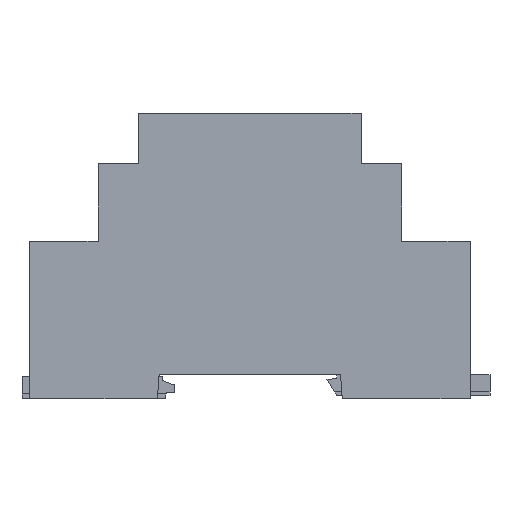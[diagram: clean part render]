
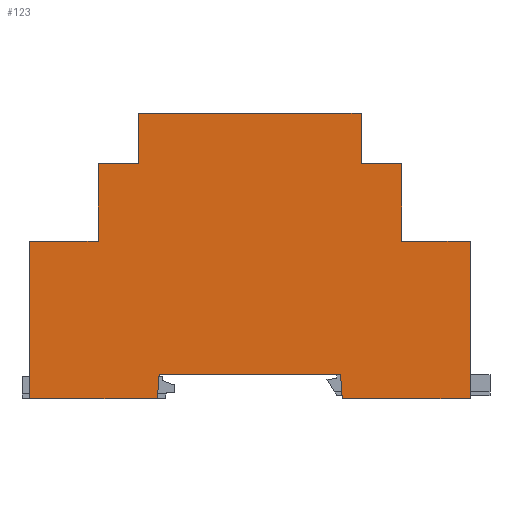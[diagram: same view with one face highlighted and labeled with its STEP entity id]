
A CAD part, left-side view. The second image highlights one B-rep face of the part: STEP entity #123.
In plain terms, the highlighted planar face has unit normal (-1, 0, 0).
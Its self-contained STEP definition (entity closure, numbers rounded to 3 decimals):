
#123=ADVANCED_FACE('',(#6016),#6018,.T.);
#6016=FACE_BOUND('',#6017,.T.);
#6017=EDGE_LOOP('',(#11126,#11127,#11128,#11129,#11130,#11131,#11132,#11133,#11134,
#11135,#11136,#11137,#11138,#11139,#11140,#11141));
#6018=PLANE('',#6019);
#6019=AXIS2_PLACEMENT_3D('',#6020,#6021,#6022);
#6020=CARTESIAN_POINT('',(-35.5,0.,0.));
#6021=DIRECTION('',(-1.,0.,0.));
#6022=DIRECTION('',(0.,0.,-1.));
#11126=ORIENTED_EDGE('',*,*,#15085,.T.);
#11127=ORIENTED_EDGE('',*,*,#15099,.T.);
#11128=ORIENTED_EDGE('',*,*,#15100,.T.);
#11129=ORIENTED_EDGE('',*,*,#15101,.T.);
#11130=ORIENTED_EDGE('',*,*,#15102,.T.);
#11131=ORIENTED_EDGE('',*,*,#15103,.T.);
#11132=ORIENTED_EDGE('',*,*,#15104,.T.);
#11133=ORIENTED_EDGE('',*,*,#15105,.T.);
#11134=ORIENTED_EDGE('',*,*,#15106,.T.);
#11135=ORIENTED_EDGE('',*,*,#15107,.T.);
#11136=ORIENTED_EDGE('',*,*,#15108,.T.);
#11137=ORIENTED_EDGE('',*,*,#15109,.T.);
#11138=ORIENTED_EDGE('',*,*,#15110,.T.);
#11139=ORIENTED_EDGE('',*,*,#15111,.T.);
#11140=ORIENTED_EDGE('',*,*,#15067,.T.);
#11141=ORIENTED_EDGE('',*,*,#15057,.T.);
#15057=EDGE_CURVE('',#17139,#17143,#17145,.T.);
#15067=EDGE_CURVE('',#17164,#17139,#17165,.T.);
#15085=EDGE_CURVE('',#17143,#17197,#17199,.T.);
#15099=EDGE_CURVE('',#17197,#17225,#17226,.T.);
#15100=EDGE_CURVE('',#17225,#17227,#17228,.T.);
#15101=EDGE_CURVE('',#17227,#17229,#17230,.T.);
#15102=EDGE_CURVE('',#17229,#17231,#17232,.T.);
#15103=EDGE_CURVE('',#17231,#17233,#17234,.T.);
#15104=EDGE_CURVE('',#17233,#17235,#17236,.T.);
#15105=EDGE_CURVE('',#17235,#17237,#17238,.T.);
#15106=EDGE_CURVE('',#17237,#17239,#17240,.T.);
#15107=EDGE_CURVE('',#17239,#17241,#17242,.T.);
#15108=EDGE_CURVE('',#17241,#17243,#17244,.T.);
#15109=EDGE_CURVE('',#17243,#17245,#17246,.T.);
#15110=EDGE_CURVE('',#17245,#17247,#17248,.T.);
#15111=EDGE_CURVE('',#17247,#17164,#17249,.T.);
#17139=VERTEX_POINT('',#20311);
#17143=VERTEX_POINT('',#20319);
#17145=LINE('',#20323,#20324);
#17164=VERTEX_POINT('',#20370);
#17165=LINE('',#20371,#20372);
#17197=VERTEX_POINT('',#20437);
#17199=LINE('',#20441,#20442);
#17225=VERTEX_POINT('',#20497);
#17226=LINE('',#20498,#20499);
#17227=VERTEX_POINT('',#20501);
#17228=LINE('',#20502,#20503);
#17229=VERTEX_POINT('',#20505);
#17230=LINE('',#20506,#20507);
#17231=VERTEX_POINT('',#20509);
#17232=LINE('',#20510,#20511);
#17233=VERTEX_POINT('',#20513);
#17234=LINE('',#20514,#20515);
#17235=VERTEX_POINT('',#20517);
#17236=LINE('',#20518,#20519);
#17237=VERTEX_POINT('',#20521);
#17238=LINE('',#20522,#20523);
#17239=VERTEX_POINT('',#20525);
#17240=LINE('',#20526,#20527);
#17241=VERTEX_POINT('',#20529);
#17242=LINE('',#20530,#20531);
#17243=VERTEX_POINT('',#20533);
#17244=LINE('',#20534,#20535);
#17245=VERTEX_POINT('',#20537);
#17246=LINE('',#20538,#20539);
#17247=VERTEX_POINT('',#20541);
#17248=LINE('',#20542,#20543);
#17249=LINE('',#20545,#20546);
#20311=CARTESIAN_POINT('',(-35.5,30.7,26.878));
#20319=CARTESIAN_POINT('',(-35.5,44.6,26.878));
#20323=CARTESIAN_POINT('',(-35.5,30.7,26.878));
#20324=VECTOR('',#20325,1.);
#20325=DIRECTION('',(0.,1.,0.));
#20370=CARTESIAN_POINT('',(-35.5,30.7,42.606));
#20371=CARTESIAN_POINT('',(-35.5,30.7,42.606));
#20372=VECTOR('',#20373,1.);
#20373=DIRECTION('',(0.,0.,-1.));
#20437=CARTESIAN_POINT('',(-35.5,44.6,-4.987));
#20441=CARTESIAN_POINT('',(-35.5,44.6,26.878));
#20442=VECTOR('',#20443,1.);
#20443=DIRECTION('',(0.,0.,-1.));
#20497=CARTESIAN_POINT('',(-35.5,18.7,-4.987));
#20498=CARTESIAN_POINT('',(-35.5,44.6,-4.987));
#20499=VECTOR('',#20500,1.);
#20500=DIRECTION('',(0.,-1.,0.));
#20501=CARTESIAN_POINT('',(-35.5,18.351,0.));
#20502=CARTESIAN_POINT('',(-35.5,18.7,-4.987));
#20503=VECTOR('',#20504,1.);
#20504=DIRECTION('',(0.,-0.07,0.998));
#20505=CARTESIAN_POINT('',(-35.5,-18.351,0.));
#20506=CARTESIAN_POINT('',(-35.5,18.351,0.));
#20507=VECTOR('',#20508,1.);
#20508=DIRECTION('',(0.,-1.,0.));
#20509=CARTESIAN_POINT('',(-35.5,-18.7,-4.987));
#20510=CARTESIAN_POINT('',(-35.5,-18.351,0.));
#20511=VECTOR('',#20512,1.);
#20512=DIRECTION('',(0.,-0.07,-0.998));
#20513=CARTESIAN_POINT('',(-35.5,-44.6,-4.987));
#20514=CARTESIAN_POINT('',(-35.5,-18.7,-4.987));
#20515=VECTOR('',#20516,1.);
#20516=DIRECTION('',(0.,-1.,0.));
#20517=CARTESIAN_POINT('',(-35.5,-44.6,26.878));
#20518=CARTESIAN_POINT('',(-35.5,-44.6,-4.987));
#20519=VECTOR('',#20520,1.);
#20520=DIRECTION('',(0.,0.,1.));
#20521=CARTESIAN_POINT('',(-35.5,-30.7,26.878));
#20522=CARTESIAN_POINT('',(-35.5,-44.6,26.878));
#20523=VECTOR('',#20524,1.);
#20524=DIRECTION('',(0.,1.,0.));
#20525=CARTESIAN_POINT('',(-35.5,-30.7,42.606));
#20526=CARTESIAN_POINT('',(-35.5,-30.7,26.878));
#20527=VECTOR('',#20528,1.);
#20528=DIRECTION('',(0.,0.,1.));
#20529=CARTESIAN_POINT('',(-35.5,-22.5,42.606));
#20530=CARTESIAN_POINT('',(-35.5,-30.7,42.606));
#20531=VECTOR('',#20532,1.);
#20532=DIRECTION('',(0.,1.,0.));
#20533=CARTESIAN_POINT('',(-35.5,-22.5,52.804));
#20534=CARTESIAN_POINT('',(-35.5,-22.5,42.606));
#20535=VECTOR('',#20536,1.);
#20536=DIRECTION('',(0.,0.,1.));
#20537=CARTESIAN_POINT('',(-35.5,22.5,52.804));
#20538=CARTESIAN_POINT('',(-35.5,-22.5,52.804));
#20539=VECTOR('',#20540,1.);
#20540=DIRECTION('',(0.,1.,0.));
#20541=CARTESIAN_POINT('',(-35.5,22.5,42.606));
#20542=CARTESIAN_POINT('',(-35.5,22.5,52.804));
#20543=VECTOR('',#20544,1.);
#20544=DIRECTION('',(0.,0.,-1.));
#20545=CARTESIAN_POINT('',(-35.5,22.5,42.606));
#20546=VECTOR('',#20547,1.);
#20547=DIRECTION('',(0.,1.,0.));
